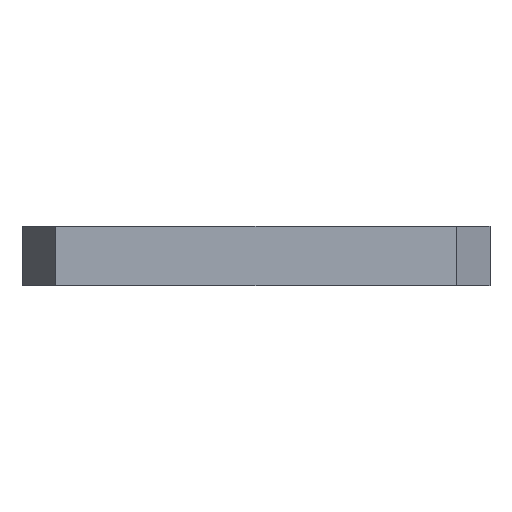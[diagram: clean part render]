
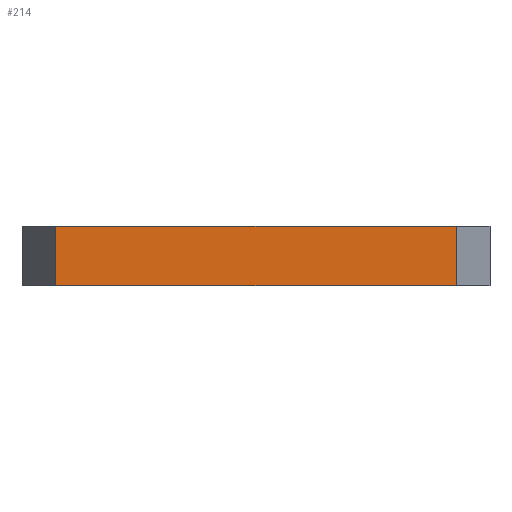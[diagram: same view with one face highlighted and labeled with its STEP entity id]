
A CAD part, front view. The second image highlights one B-rep face of the part: STEP entity #214.
In plain terms, the highlighted planar face has unit normal (0, -1, 0).
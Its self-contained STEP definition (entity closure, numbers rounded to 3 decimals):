
#214=ADVANCED_FACE('',(#466),#332,.T.);
#332=PLANE('',#2795);
#466=FACE_OUTER_BOUND('',#600,.T.);
#600=EDGE_LOOP('',(#1370,#1371,#1372,#1373));
#1370=ORIENTED_EDGE('',*,*,#2045,.F.);
#1371=ORIENTED_EDGE('',*,*,#2017,.T.);
#1372=ORIENTED_EDGE('',*,*,#2027,.F.);
#1373=ORIENTED_EDGE('',*,*,#1918,.F.);
#1586=VERTEX_POINT('',#4055);
#1587=VERTEX_POINT('',#4056);
#1652=VERTEX_POINT('',#4296);
#1653=VERTEX_POINT('',#4297);
#1918=EDGE_CURVE('',#1586,#1587,#2233,.T.);
#2017=EDGE_CURVE('',#1652,#1653,#2310,.T.);
#2027=EDGE_CURVE('',#1587,#1653,#2320,.T.);
#2045=EDGE_CURVE('',#1652,#1586,#2337,.T.);
#2233=LINE('',#4054,#2525);
#2310=LINE('',#4295,#2602);
#2320=LINE('',#4312,#2612);
#2337=LINE('',#4351,#2629);
#2525=VECTOR('',#3208,1.);
#2602=VECTOR('',#3369,1.);
#2612=VECTOR('',#3381,1.);
#2629=VECTOR('',#3418,1.);
#2795=AXIS2_PLACEMENT_3D('',#4352,#3419,#3420);
#3208=DIRECTION('',(0.,0.,1.));
#3369=DIRECTION('',(0.,0.,1.));
#3381=DIRECTION('',(1.,0.,0.));
#3418=DIRECTION('',(-1.,0.,0.));
#3419=DIRECTION('',(0.,-1.,0.));
#3420=DIRECTION('',(0.,0.,1.));
#4054=CARTESIAN_POINT('',(-17.113,0.,-1.324));
#4055=CARTESIAN_POINT('',(-17.113,0.,-1.324));
#4056=CARTESIAN_POINT('',(-17.113,0.,3.776));
#4295=CARTESIAN_POINT('',(17.113,0.,-1.324));
#4296=CARTESIAN_POINT('',(17.113,0.,-1.324));
#4297=CARTESIAN_POINT('',(17.113,0.,3.776));
#4312=CARTESIAN_POINT('',(-17.113,0.,3.776));
#4351=CARTESIAN_POINT('',(-17.113,0.,-1.324));
#4352=CARTESIAN_POINT('',(-17.113,0.,-1.324));
